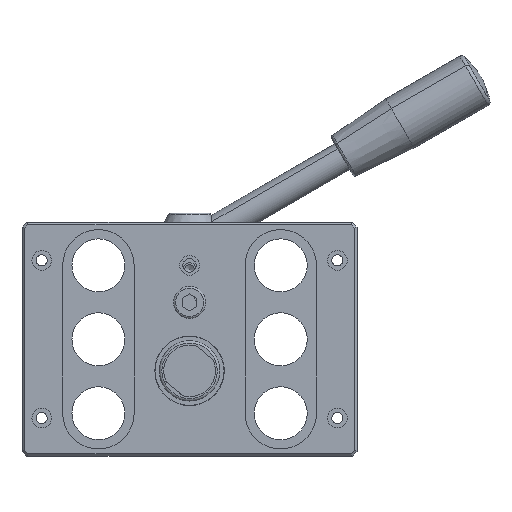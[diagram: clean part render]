
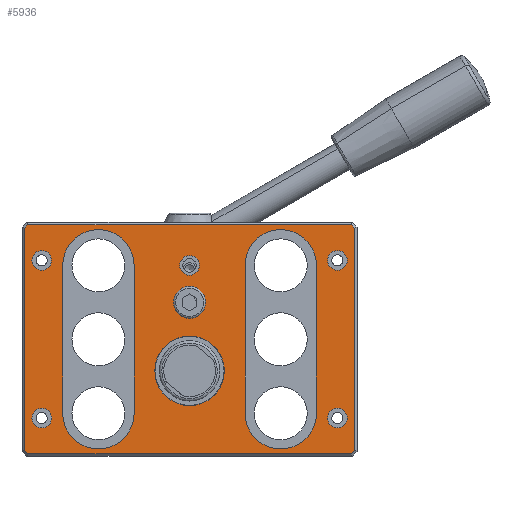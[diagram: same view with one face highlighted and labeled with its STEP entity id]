
A CAD part, left-side view. The second image highlights one B-rep face of the part: STEP entity #5936.
In plain terms, the highlighted planar face has unit normal (-1, 0, 0).
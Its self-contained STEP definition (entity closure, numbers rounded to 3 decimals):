
#831=LINE('',#10987,#1251);
#835=LINE('',#10998,#1255);
#839=LINE('',#11018,#1259);
#843=LINE('',#11029,#1263);
#847=LINE('',#11045,#1267);
#851=LINE('',#11054,#1271);
#855=LINE('',#11063,#1275);
#857=LINE('',#11067,#1277);
#861=LINE('',#11073,#1281);
#862=LINE('',#11076,#1282);
#865=LINE('',#11081,#1285);
#868=LINE('',#11085,#1288);
#1251=VECTOR('',#7066,10.);
#1255=VECTOR('',#7078,10.);
#1259=VECTOR('',#7098,10.);
#1263=VECTOR('',#7110,10.);
#1267=VECTOR('',#7124,10.);
#1271=VECTOR('',#7130,10.);
#1275=VECTOR('',#7136,10.);
#1277=VECTOR('',#7140,10.);
#1281=VECTOR('',#7146,10.);
#1282=VECTOR('',#7149,10.);
#1285=VECTOR('',#7154,10.);
#1288=VECTOR('',#7159,10.);
#1389=FACE_BOUND('',#2065,.T.);
#1390=FACE_BOUND('',#2066,.T.);
#1391=FACE_BOUND('',#2067,.T.);
#1392=FACE_BOUND('',#2068,.T.);
#1393=FACE_BOUND('',#2069,.T.);
#1394=FACE_BOUND('',#2070,.T.);
#1395=FACE_BOUND('',#2071,.T.);
#1396=FACE_BOUND('',#2072,.T.);
#1397=FACE_BOUND('',#2073,.T.);
#1689=FACE_OUTER_BOUND('',#2064,.T.);
#2064=EDGE_LOOP('',(#5021,#5022,#5023,#5024,#5025,#5026,#5027,#5028));
#2065=EDGE_LOOP('',(#5029));
#2066=EDGE_LOOP('',(#5030));
#2067=EDGE_LOOP('',(#5031));
#2068=EDGE_LOOP('',(#5032));
#2069=EDGE_LOOP('',(#5033));
#2070=EDGE_LOOP('',(#5034,#5035,#5036,#5037));
#2071=EDGE_LOOP('',(#5038,#5039,#5040,#5041));
#2072=EDGE_LOOP('',(#5042));
#2073=EDGE_LOOP('',(#5043));
#2169=CIRCLE('',#6104,6.5);
#2180=CIRCLE('',#6190,4.);
#2183=CIRCLE('',#6195,4.);
#2186=CIRCLE('',#6200,4.);
#2189=CIRCLE('',#6205,4.);
#2192=CIRCLE('',#6210,14.5);
#2194=CIRCLE('',#6214,14.5);
#2199=CIRCLE('',#6222,14.5);
#2201=CIRCLE('',#6226,14.5);
#2206=CIRCLE('',#6246,14.1);
#2207=CIRCLE('',#6247,4.);
#2289=VERTEX_POINT('',#7586);
#2680=VERTEX_POINT('',#10941);
#2683=VERTEX_POINT('',#10950);
#2686=VERTEX_POINT('',#10959);
#2689=VERTEX_POINT('',#10968);
#2692=VERTEX_POINT('',#10977);
#2693=VERTEX_POINT('',#10978);
#2696=VERTEX_POINT('',#10986);
#2698=VERTEX_POINT('',#10992);
#2703=VERTEX_POINT('',#11008);
#2704=VERTEX_POINT('',#11009);
#2707=VERTEX_POINT('',#11017);
#2709=VERTEX_POINT('',#11023);
#2716=VERTEX_POINT('',#11042);
#2717=VERTEX_POINT('',#11044);
#2720=VERTEX_POINT('',#11051);
#2721=VERTEX_POINT('',#11053);
#2724=VERTEX_POINT('',#11060);
#2725=VERTEX_POINT('',#11062);
#2726=VERTEX_POINT('',#11066);
#2728=VERTEX_POINT('',#11075);
#2735=VERTEX_POINT('',#11105);
#2736=VERTEX_POINT('',#11107);
#2857=EDGE_CURVE('',#2289,#2289,#2169,.T.);
#3437=EDGE_CURVE('',#2680,#2680,#2180,.T.);
#3441=EDGE_CURVE('',#2683,#2683,#2183,.T.);
#3445=EDGE_CURVE('',#2686,#2686,#2186,.T.);
#3449=EDGE_CURVE('',#2689,#2689,#2189,.T.);
#3453=EDGE_CURVE('',#2692,#2693,#2192,.T.);
#3457=EDGE_CURVE('',#2696,#2692,#831,.T.);
#3460=EDGE_CURVE('',#2698,#2696,#2194,.T.);
#3463=EDGE_CURVE('',#2693,#2698,#835,.T.);
#3468=EDGE_CURVE('',#2703,#2704,#2199,.T.);
#3472=EDGE_CURVE('',#2707,#2703,#839,.T.);
#3475=EDGE_CURVE('',#2709,#2707,#2201,.T.);
#3478=EDGE_CURVE('',#2704,#2709,#843,.T.);
#3485=EDGE_CURVE('',#2716,#2717,#847,.T.);
#3489=EDGE_CURVE('',#2720,#2721,#851,.T.);
#3493=EDGE_CURVE('',#2724,#2725,#855,.T.);
#3495=EDGE_CURVE('',#2726,#2724,#857,.T.);
#3499=EDGE_CURVE('',#2725,#2720,#861,.T.);
#3500=EDGE_CURVE('',#2728,#2726,#862,.T.);
#3503=EDGE_CURVE('',#2717,#2728,#865,.T.);
#3506=EDGE_CURVE('',#2721,#2716,#868,.T.);
#3516=EDGE_CURVE('',#2735,#2735,#2206,.T.);
#3517=EDGE_CURVE('',#2736,#2736,#2207,.T.);
#5021=ORIENTED_EDGE('',*,*,#3493,.F.);
#5022=ORIENTED_EDGE('',*,*,#3495,.F.);
#5023=ORIENTED_EDGE('',*,*,#3500,.F.);
#5024=ORIENTED_EDGE('',*,*,#3503,.F.);
#5025=ORIENTED_EDGE('',*,*,#3485,.F.);
#5026=ORIENTED_EDGE('',*,*,#3506,.F.);
#5027=ORIENTED_EDGE('',*,*,#3489,.F.);
#5028=ORIENTED_EDGE('',*,*,#3499,.F.);
#5029=ORIENTED_EDGE('',*,*,#2857,.T.);
#5030=ORIENTED_EDGE('',*,*,#3437,.T.);
#5031=ORIENTED_EDGE('',*,*,#3441,.T.);
#5032=ORIENTED_EDGE('',*,*,#3445,.T.);
#5033=ORIENTED_EDGE('',*,*,#3449,.T.);
#5034=ORIENTED_EDGE('',*,*,#3453,.T.);
#5035=ORIENTED_EDGE('',*,*,#3463,.T.);
#5036=ORIENTED_EDGE('',*,*,#3460,.T.);
#5037=ORIENTED_EDGE('',*,*,#3457,.T.);
#5038=ORIENTED_EDGE('',*,*,#3468,.T.);
#5039=ORIENTED_EDGE('',*,*,#3478,.T.);
#5040=ORIENTED_EDGE('',*,*,#3475,.T.);
#5041=ORIENTED_EDGE('',*,*,#3472,.T.);
#5042=ORIENTED_EDGE('',*,*,#3516,.T.);
#5043=ORIENTED_EDGE('',*,*,#3517,.T.);
#5302=PLANE('',#6245);
#5936=ADVANCED_FACE('',(#1689,#1389,#1390,#1391,#1392,#1393,#1394,#1395,
#1396,#1397),#5302,.T.);
#6104=AXIS2_PLACEMENT_3D('',#7587,#6550,#6551);
#6190=AXIS2_PLACEMENT_3D('',#10942,#7014,#7015);
#6195=AXIS2_PLACEMENT_3D('',#10951,#7025,#7026);
#6200=AXIS2_PLACEMENT_3D('',#10960,#7036,#7037);
#6205=AXIS2_PLACEMENT_3D('',#10969,#7047,#7048);
#6210=AXIS2_PLACEMENT_3D('',#10979,#7058,#7059);
#6214=AXIS2_PLACEMENT_3D('',#10993,#7071,#7072);
#6222=AXIS2_PLACEMENT_3D('',#11010,#7090,#7091);
#6226=AXIS2_PLACEMENT_3D('',#11024,#7103,#7104);
#6245=AXIS2_PLACEMENT_3D('',#11104,#7177,#7178);
#6246=AXIS2_PLACEMENT_3D('',#11106,#7179,#7180);
#6247=AXIS2_PLACEMENT_3D('',#11108,#7181,#7182);
#6550=DIRECTION('center_axis',(1.,0.,0.));
#6551=DIRECTION('ref_axis',(0.,1.,0.));
#7014=DIRECTION('center_axis',(1.,0.,0.));
#7015=DIRECTION('ref_axis',(0.,0.,
-1.));
#7025=DIRECTION('center_axis',(1.,0.,0.));
#7026=DIRECTION('ref_axis',(0.,0.,
-1.));
#7036=DIRECTION('center_axis',(1.,0.,0.));
#7037=DIRECTION('ref_axis',(0.,0.,
-1.));
#7047=DIRECTION('center_axis',(1.,0.,0.));
#7048=DIRECTION('ref_axis',(0.,0.,
-1.));
#7058=DIRECTION('center_axis',(1.,0.,0.));
#7059=DIRECTION('ref_axis',(0.,1.,0.));
#7066=DIRECTION('',(0.,0.,1.));
#7071=DIRECTION('center_axis',(1.,0.,0.));
#7072=DIRECTION('ref_axis',(0.,-1.,0.));
#7078=DIRECTION('',(0.,0.,-1.));
#7090=DIRECTION('center_axis',(1.,0.,0.));
#7091=DIRECTION('ref_axis',(0.,-1.,0.));
#7098=DIRECTION('',(0.,0.,-1.));
#7103=DIRECTION('center_axis',(1.,0.,0.));
#7104=DIRECTION('ref_axis',(0.,1.,0.));
#7110=DIRECTION('',(0.,0.,1.));
#7124=DIRECTION('',(0.,-1.,0.));
#7130=DIRECTION('',(0.,0.,1.));
#7136=DIRECTION('',(0.,1.,0.));
#7140=DIRECTION('',(0.,0.707,-0.707));
#7146=DIRECTION('',(0.,0.707,0.707));
#7149=DIRECTION('',(0.,0.,-1.));
#7154=DIRECTION('',(0.,-0.707,-0.707));
#7159=DIRECTION('',(0.,-0.707,0.707));
#7177=DIRECTION('center_axis',(-1.,0.,0.));
#7178=DIRECTION('ref_axis',(0.,0.,
-1.));
#7179=DIRECTION('center_axis',(1.,0.,0.));
#7180=DIRECTION('ref_axis',(0.,0.,
-1.));
#7181=DIRECTION('center_axis',(1.,0.,0.));
#7182=DIRECTION('ref_axis',(0.,0.,1.));
#7586=CARTESIAN_POINT('',(-10.,-6.5,15.));
#7587=CARTESIAN_POINT('Origin',(-10.,0.,
15.));
#10941=CARTESIAN_POINT('',(-10.,60.,36.));
#10942=CARTESIAN_POINT('Origin',(-10.,60.,32.));
#10950=CARTESIAN_POINT('',(-10.,-60.,-28.));
#10951=CARTESIAN_POINT('Origin',(-10.,-60.,-32.));
#10959=CARTESIAN_POINT('',(-10.,-60.,36.));
#10960=CARTESIAN_POINT('Origin',(-10.,-60.,32.));
#10968=CARTESIAN_POINT('',(-10.,60.,-28.));
#10969=CARTESIAN_POINT('Origin',(-10.,60.,-32.));
#10977=CARTESIAN_POINT('',(-10.,-22.5,30.));
#10978=CARTESIAN_POINT('',(-10.,-51.5,30.));
#10979=CARTESIAN_POINT('Origin',(-10.,-37.,30.));
#10986=CARTESIAN_POINT('',(-10.,-22.5,-30.));
#10987=CARTESIAN_POINT('',(-10.,-22.5,-15.));
#10992=CARTESIAN_POINT('',(-10.,-51.5,-30.));
#10993=CARTESIAN_POINT('Origin',(-10.,-37.,-30.));
#10998=CARTESIAN_POINT('',(-10.,-51.5,15.));
#11008=CARTESIAN_POINT('',(-10.,22.5,-30.));
#11009=CARTESIAN_POINT('',(-10.,51.5,-30.));
#11010=CARTESIAN_POINT('Origin',(-10.,37.,-30.));
#11017=CARTESIAN_POINT('',(-10.,22.5,30.));
#11018=CARTESIAN_POINT('',(-10.,22.5,15.));
#11023=CARTESIAN_POINT('',(-10.,51.5,30.));
#11024=CARTESIAN_POINT('Origin',(-10.,37.,30.));
#11029=CARTESIAN_POINT('',(-10.,51.5,-15.));
#11042=CARTESIAN_POINT('',(-10.,65.586,46.5));
#11044=CARTESIAN_POINT('',(-10.,-65.586,46.5));
#11045=CARTESIAN_POINT('',(-10.,34.,46.5));
#11051=CARTESIAN_POINT('',(-10.,67.,-45.086));
#11053=CARTESIAN_POINT('',(-10.,67.,45.086));
#11054=CARTESIAN_POINT('',(-10.,67.,-23.75));
#11060=CARTESIAN_POINT('',(-10.,-65.586,-46.5));
#11062=CARTESIAN_POINT('',(-10.,65.586,-46.5));
#11063=CARTESIAN_POINT('',(-10.,-34.,-46.5));
#11066=CARTESIAN_POINT('',(-10.,-67.,-45.086));
#11067=CARTESIAN_POINT('',(-10.,-61.168,-50.918));
#11073=CARTESIAN_POINT('',(-10.,61.168,-50.918));
#11075=CARTESIAN_POINT('',(-10.,-67.,45.086));
#11076=CARTESIAN_POINT('',(-10.,-67.,23.75));
#11081=CARTESIAN_POINT('',(-10.,-61.168,50.918));
#11085=CARTESIAN_POINT('',(-10.,61.168,50.918));
#11104=CARTESIAN_POINT('Origin',(-10.,0.,0.));
#11105=CARTESIAN_POINT('',(-10.,0.,1.3));
#11106=CARTESIAN_POINT('Origin',(-10.,0.,-12.8));
#11107=CARTESIAN_POINT('',(-10.,0.,26.));
#11108=CARTESIAN_POINT('Origin',(-10.,0.,
30.));
